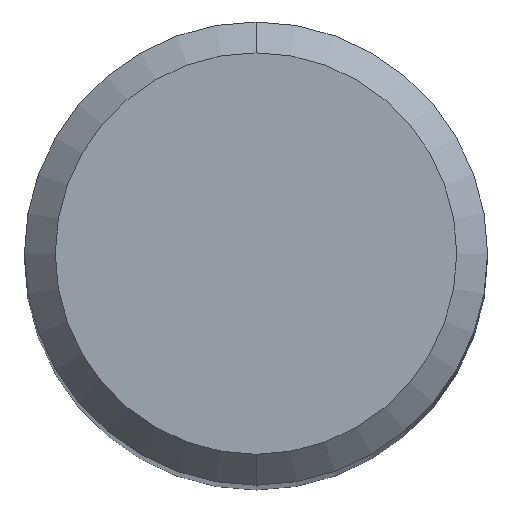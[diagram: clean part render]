
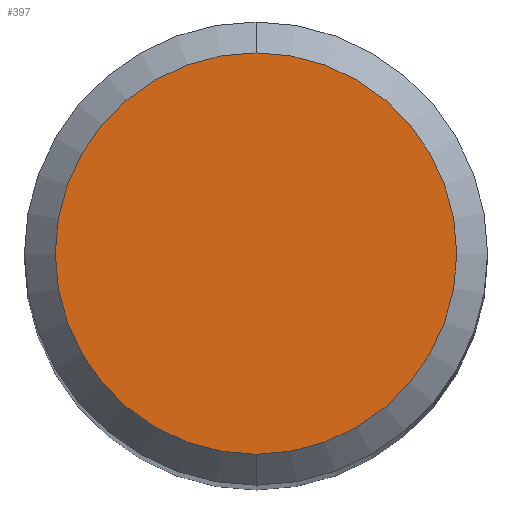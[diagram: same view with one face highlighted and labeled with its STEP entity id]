
A CAD part, top view. The second image highlights one B-rep face of the part: STEP entity #397.
In plain terms, the highlighted planar face has unit normal (0, 0, 1).
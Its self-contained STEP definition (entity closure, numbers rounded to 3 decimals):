
#261=EDGE_CURVE('',#283,#343,#563,.T.);
#283=VERTEX_POINT('',#587);
#333=EDGE_CURVE('',#343,#283,#641,.T.);
#343=VERTEX_POINT('',#652);
#397=ADVANCED_FACE('',(#710),#711,.T.);
#563=CIRCLE('',#1041,2.6);
#587=CARTESIAN_POINT('',(0.,-2.6,0.0));
#641=CIRCLE('',#1166,2.6);
#652=CARTESIAN_POINT('',(0.0,2.6,0.0));
#710=FACE_OUTER_BOUND('',#1264,.T.);
#711=PLANE('',#1265);
#1041=AXIS2_PLACEMENT_3D('',#1513,#1514,#1515);
#1166=AXIS2_PLACEMENT_3D('',#1593,#1594,#1595);
#1264=EDGE_LOOP('',(#1659,#1660));
#1265=AXIS2_PLACEMENT_3D('',#1661,#1662,#1663);
#1513=CARTESIAN_POINT('',(0.0,0.0,0.0));
#1514=DIRECTION('',(0.0,0.0,-1.0));
#1515=DIRECTION('',(0.0,1.0,0.0));
#1593=CARTESIAN_POINT('',(0.0,0.0,0.0));
#1594=DIRECTION('',(0.0,0.0,-1.0));
#1595=DIRECTION('',(0.0,1.0,0.0));
#1659=ORIENTED_EDGE('',*,*,#333,.F.);
#1660=ORIENTED_EDGE('',*,*,#261,.F.);
#1661=CARTESIAN_POINT('',(0.0,1.3,0.0));
#1662=DIRECTION('',(-0.0,0.0,1.0));
#1663=DIRECTION('',(0.0,-1.0,0.0));
